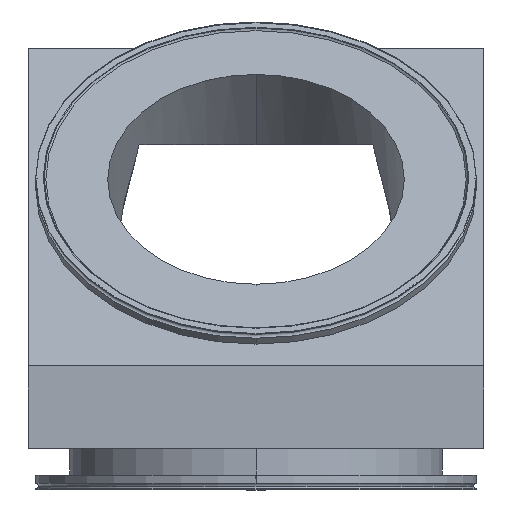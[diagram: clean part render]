
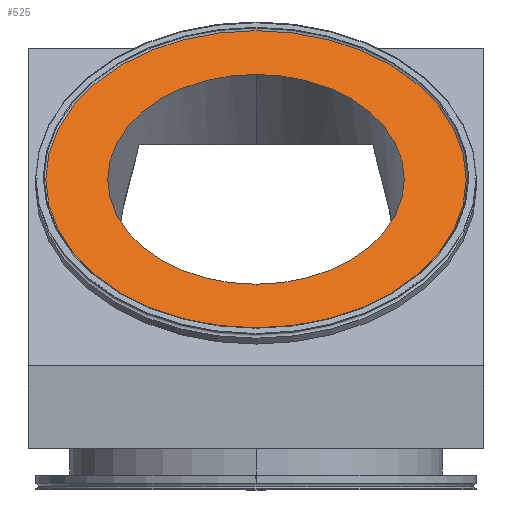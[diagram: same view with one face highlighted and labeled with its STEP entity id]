
A CAD part, left-side view. The second image highlights one B-rep face of the part: STEP entity #525.
In plain terms, the highlighted planar face has unit normal (-0.707, 0, 0.707).
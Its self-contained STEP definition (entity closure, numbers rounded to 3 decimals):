
#378=CARTESIAN_POINT('POINT31',(-3.035,
   0.,1.467));
#379=VERTEX_POINT('VERTEX31',#378);
#380=CARTESIAN_POINT('POS32',(-1.689,
   0.,2.814));
#381=DIRECTION('DIR59',(-0.707,0.,
   0.707));
#382=DIRECTION('DIR60',(0.707,0.,
   0.707));
#383=AXIS2_PLACEMENT_3D('AXIS28',#380,#381,#382);
#384=CIRCLE('ELLIPSE20',#383,1.904);
#385=EDGE_CURVE('EDGE43',#379,#379,#384,.F.);
#502=ORIENTED_EDGE('COEDGE102',*,*,#385,.F.);
#503=EDGE_LOOP('NONE',(#502));
#504=FACE_BOUND('LOOP1',#503,.T.);
#505=CARTESIAN_POINT('POINT40',(-2.639,
   0.,1.864));
#506=VERTEX_POINT('VERTEX40',#505);
#507=CARTESIAN_POINT('POINT41',(-0.739,
   0.,3.764));
#508=VERTEX_POINT('VERTEX41',#507);
#509=CARTESIAN_POINT('POS41',(-1.689,
   0.,2.814));
#510=DIRECTION('DIR75',(0.707,0.,
   -0.707));
#511=DIRECTION('DIR76',(0.707,0.,
   0.707));
#512=AXIS2_PLACEMENT_3D('AXIS35',#509,#510,#511);
#513=CIRCLE('ELLIPSE24',#512,1.343);
#514=EDGE_CURVE('EDGE56',#506,#508,#513,.T.);
#515=ORIENTED_EDGE('COEDGE103',*,*,#514,.T.);
#516=EDGE_CURVE('EDGE57',#508,#506,#513,.T.);
#517=ORIENTED_EDGE('COEDGE104',*,*,#516,.T.);
#518=EDGE_LOOP('NONE',(#515,#517));
#519=FACE_BOUND('LOOP1',#518,.T.);
#520=CARTESIAN_POINT('POS42',(-1.689,
   0.,2.814));
#521=DIRECTION('DIR77',(0.707,0.,
   -0.707));
#522=DIRECTION('DIR78',(0.707,0.,
   0.707));
#523=AXIS2_PLACEMENT_3D('AXIS36',#520,#521,#522);
#524=PLANE('PLANE3',#523);
#525=ADVANCED_FACE('FACE22',(#504,#519),#524,.F.);
